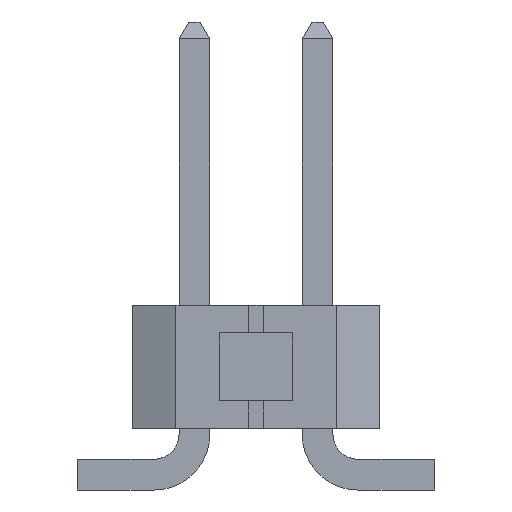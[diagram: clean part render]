
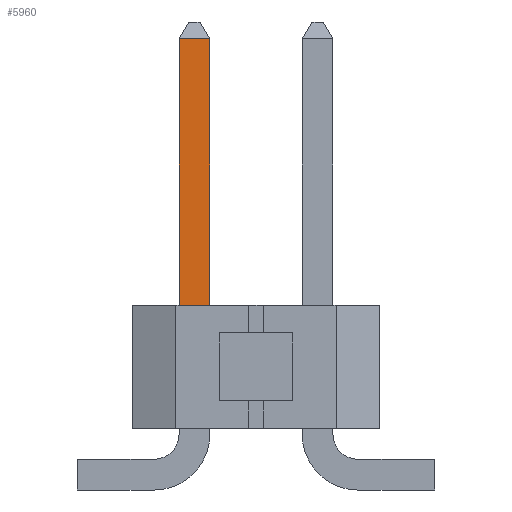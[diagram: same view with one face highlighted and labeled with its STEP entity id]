
A CAD part, left-side view. The second image highlights one B-rep face of the part: STEP entity #5960.
In plain terms, the highlighted planar face has unit normal (-1, 0, 0).
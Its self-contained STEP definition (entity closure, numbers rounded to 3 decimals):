
#1729 = CARTESIAN_POINT ( 'NONE',  ( -16.827, 1.588, 3.81 ) ) ;
#1983 = CARTESIAN_POINT ( 'NONE',  ( -16.827, 1.588, 9.304 ) ) ;
#4407 = AXIS2_PLACEMENT_3D ( 'NONE', #32098, #41990, #11169 ) ;
#5475 = DIRECTION ( 'NONE',  ( 0., 1., 0. ) ) ;
#5960 = ADVANCED_FACE ( 'NONE', ( #38824 ), #39015, .F. ) ;
#5980 = LINE ( 'NONE', #35349, #22017 ) ;
#7046 = LINE ( 'NONE', #42666, #42372 ) ;
#8305 = EDGE_CURVE ( 'NONE', #28587, #43926, #9308, .T. ) ;
#9308 = LINE ( 'NONE', #36169, #19441 ) ;
#10934 = CARTESIAN_POINT ( 'NONE',  ( -16.827, 1.588, 9.65 ) ) ;
#10936 = VERTEX_POINT ( 'NONE', #43310 ) ;
#11161 = ORIENTED_EDGE ( 'NONE', *, *, #11360, .F. ) ;
#11169 = DIRECTION ( 'NONE',  ( 0., 0., -1. ) ) ;
#11237 = DIRECTION ( 'NONE',  ( 0., 1., 0. ) ) ;
#11360 = EDGE_CURVE ( 'NONE', #28587, #10936, #5980, .T. ) ;
#14264 = EDGE_CURVE ( 'NONE', #10936, #42023, #7046, .T. ) ;
#15131 = ORIENTED_EDGE ( 'NONE', *, *, #14264, .F. ) ;
#19441 = VECTOR ( 'NONE', #5475, 1000. ) ;
#22017 = VECTOR ( 'NONE', #35044, 1000. ) ;
#22523 = VECTOR ( 'NONE', #34709, 1000. ) ;
#24218 = EDGE_CURVE ( 'NONE', #42023, #43926, #40751, .T. ) ;
#27215 = ORIENTED_EDGE ( 'NONE', *, *, #24218, .F. ) ;
#28587 = VERTEX_POINT ( 'NONE', #31837 ) ;
#31837 = CARTESIAN_POINT ( 'NONE',  ( -16.827, 0.953, 9.304 ) ) ;
#32098 = CARTESIAN_POINT ( 'NONE',  ( -16.827, 2.098, 1.145 ) ) ;
#34709 = DIRECTION ( 'NONE',  ( 0., 0., 1. ) ) ;
#35044 = DIRECTION ( 'NONE',  ( 0., 0., -1. ) ) ;
#35349 = CARTESIAN_POINT ( 'NONE',  ( -16.827, 0.953, 1.145 ) ) ;
#36169 = CARTESIAN_POINT ( 'NONE',  ( -16.827, 2.098, 9.304 ) ) ;
#38824 = FACE_OUTER_BOUND ( 'NONE', #42866, .T. ) ;
#39015 = PLANE ( 'NONE',  #4407 ) ;
#39724 = ORIENTED_EDGE ( 'NONE', *, *, #8305, .T. ) ;
#40751 = LINE ( 'NONE', #10934, #22523 ) ;
#41990 = DIRECTION ( 'NONE',  ( 1., 0., 0. ) ) ;
#42023 = VERTEX_POINT ( 'NONE', #1729 ) ;
#42372 = VECTOR ( 'NONE', #11237, 1000. ) ;
#42666 = CARTESIAN_POINT ( 'NONE',  ( -16.827, 0., 3.81 ) ) ;
#42866 = EDGE_LOOP ( 'NONE', ( #11161, #39724, #27215, #15131 ) ) ;
#43310 = CARTESIAN_POINT ( 'NONE',  ( -16.827, 0.953, 3.81 ) ) ;
#43926 = VERTEX_POINT ( 'NONE', #1983 ) ;
